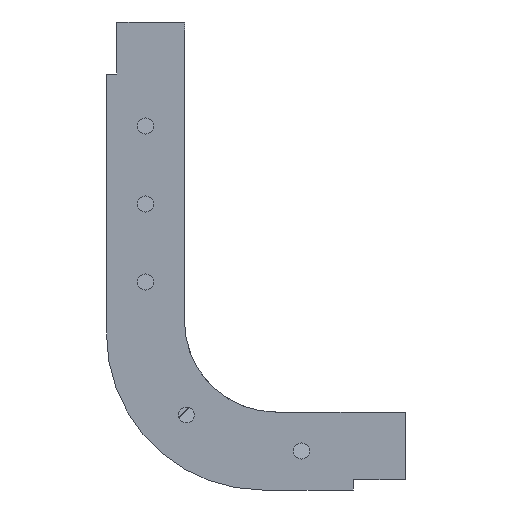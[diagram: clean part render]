
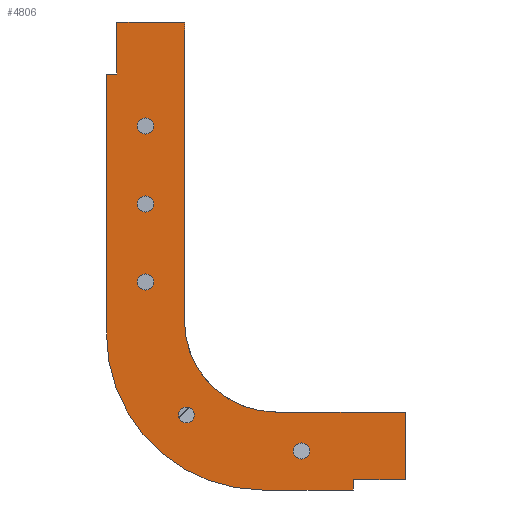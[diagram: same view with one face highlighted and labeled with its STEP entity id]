
A CAD part, front view. The second image highlights one B-rep face of the part: STEP entity #4806.
In plain terms, the highlighted planar face has unit normal (0, -1, 0).
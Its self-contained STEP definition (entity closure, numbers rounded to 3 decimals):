
#77=FACE_BOUND('',#908,.T.);
#78=FACE_BOUND('',#909,.T.);
#79=FACE_BOUND('',#910,.T.);
#80=FACE_BOUND('',#911,.T.);
#81=FACE_BOUND('',#912,.T.);
#185=PLANE('',#5343);
#613=FACE_OUTER_BOUND('',#907,.T.);
#907=EDGE_LOOP('',(#4191,#4192,#4193,#4194,#4195,#4196,#4197,#4198,#4199,
#4200,#4201,#4202));
#908=EDGE_LOOP('',(#4203));
#909=EDGE_LOOP('',(#4204));
#910=EDGE_LOOP('',(#4205));
#911=EDGE_LOOP('',(#4206));
#912=EDGE_LOOP('',(#4207));
#1286=LINE('',#9847,#1641);
#1290=LINE('',#9854,#1645);
#1292=LINE('',#9859,#1647);
#1296=LINE('',#9868,#1651);
#1297=LINE('',#9871,#1652);
#1323=LINE('',#9933,#1678);
#1324=LINE('',#9935,#1679);
#1325=LINE('',#9937,#1680);
#1326=LINE('',#9939,#1681);
#1327=LINE('',#9940,#1682);
#1641=VECTOR('',#6594,10.);
#1645=VECTOR('',#6600,10.);
#1647=VECTOR('',#6604,10.);
#1651=VECTOR('',#6612,10.);
#1652=VECTOR('',#6615,10.);
#1678=VECTOR('',#6677,10.);
#1679=VECTOR('',#6678,10.);
#1680=VECTOR('',#6679,10.);
#1681=VECTOR('',#6680,10.);
#1682=VECTOR('',#6681,10.);
#1878=CIRCLE('',#5330,3.1);
#1880=CIRCLE('',#5344,60.);
#1881=CIRCLE('',#5345,35.);
#1882=CIRCLE('',#5346,3.05);
#1883=CIRCLE('',#5347,3.1);
#1884=CIRCLE('',#5348,3.1);
#1885=CIRCLE('',#5349,3.1);
#2261=VERTEX_POINT('',#9844);
#2262=VERTEX_POINT('',#9846);
#2264=VERTEX_POINT('',#9852);
#2265=VERTEX_POINT('',#9856);
#2269=VERTEX_POINT('',#9866);
#2270=VERTEX_POINT('',#9870);
#2273=VERTEX_POINT('',#9882);
#2286=VERTEX_POINT('',#9928);
#2287=VERTEX_POINT('',#9930);
#2288=VERTEX_POINT('',#9932);
#2289=VERTEX_POINT('',#9934);
#2290=VERTEX_POINT('',#9936);
#2291=VERTEX_POINT('',#9938);
#2292=VERTEX_POINT('',#9941);
#2293=VERTEX_POINT('',#9943);
#2294=VERTEX_POINT('',#9945);
#2295=VERTEX_POINT('',#9947);
#2919=EDGE_CURVE('',#2262,#2261,#1286,.T.);
#2923=EDGE_CURVE('',#2261,#2264,#1290,.T.);
#2925=EDGE_CURVE('',#2264,#2265,#1292,.T.);
#2930=EDGE_CURVE('',#2265,#2269,#1296,.T.);
#2931=EDGE_CURVE('',#2269,#2270,#1297,.T.);
#2940=EDGE_CURVE('',#2273,#2273,#1878,.T.);
#2960=EDGE_CURVE('',#2286,#2262,#1880,.T.);
#2961=EDGE_CURVE('',#2270,#2287,#1881,.T.);
#2962=EDGE_CURVE('',#2287,#2288,#1323,.T.);
#2963=EDGE_CURVE('',#2288,#2289,#1324,.T.);
#2964=EDGE_CURVE('',#2289,#2290,#1325,.T.);
#2965=EDGE_CURVE('',#2290,#2291,#1326,.T.);
#2966=EDGE_CURVE('',#2291,#2286,#1327,.T.);
#2967=EDGE_CURVE('',#2292,#2292,#1882,.T.);
#2968=EDGE_CURVE('',#2293,#2293,#1883,.T.);
#2969=EDGE_CURVE('',#2294,#2294,#1884,.T.);
#2970=EDGE_CURVE('',#2295,#2295,#1885,.T.);
#4191=ORIENTED_EDGE('',*,*,#2960,.T.);
#4192=ORIENTED_EDGE('',*,*,#2919,.T.);
#4193=ORIENTED_EDGE('',*,*,#2923,.T.);
#4194=ORIENTED_EDGE('',*,*,#2925,.T.);
#4195=ORIENTED_EDGE('',*,*,#2930,.T.);
#4196=ORIENTED_EDGE('',*,*,#2931,.T.);
#4197=ORIENTED_EDGE('',*,*,#2961,.T.);
#4198=ORIENTED_EDGE('',*,*,#2962,.T.);
#4199=ORIENTED_EDGE('',*,*,#2963,.T.);
#4200=ORIENTED_EDGE('',*,*,#2964,.T.);
#4201=ORIENTED_EDGE('',*,*,#2965,.T.);
#4202=ORIENTED_EDGE('',*,*,#2966,.T.);
#4203=ORIENTED_EDGE('',*,*,#2967,.T.);
#4204=ORIENTED_EDGE('',*,*,#2940,.T.);
#4205=ORIENTED_EDGE('',*,*,#2968,.T.);
#4206=ORIENTED_EDGE('',*,*,#2969,.T.);
#4207=ORIENTED_EDGE('',*,*,#2970,.T.);
#4806=ADVANCED_FACE('',(#613,#77,#78,#79,#80,#81),#185,.F.);
#5330=AXIS2_PLACEMENT_3D('',#9884,#6627,#6628);
#5343=AXIS2_PLACEMENT_3D('',#9927,#6671,#6672);
#5344=AXIS2_PLACEMENT_3D('',#9929,#6673,#6674);
#5345=AXIS2_PLACEMENT_3D('',#9931,#6675,#6676);
#5346=AXIS2_PLACEMENT_3D('',#9942,#6682,#6683);
#5347=AXIS2_PLACEMENT_3D('',#9944,#6684,#6685);
#5348=AXIS2_PLACEMENT_3D('',#9946,#6686,#6687);
#5349=AXIS2_PLACEMENT_3D('',#9948,#6688,#6689);
#6594=DIRECTION('',(1.,0.,0.));
#6600=DIRECTION('',(0.,0.,1.));
#6604=DIRECTION('',(1.,0.,0.));
#6612=DIRECTION('',(0.,0.,1.));
#6615=DIRECTION('',(-1.,0.,0.));
#6627=DIRECTION('center_axis',(0.,1.,0.));
#6628=DIRECTION('ref_axis',(1.,0.,0.));
#6671=DIRECTION('center_axis',(0.,1.,0.));
#6672=DIRECTION('ref_axis',(0.,0.,1.));
#6673=DIRECTION('center_axis',(0.,-1.,0.));
#6674=DIRECTION('ref_axis',(0.,0.,-1.));
#6675=DIRECTION('center_axis',(0.,1.,0.));
#6676=DIRECTION('ref_axis',(0.,0.,1.));
#6677=DIRECTION('',(0.,0.,1.));
#6678=DIRECTION('',(-1.,0.,0.));
#6679=DIRECTION('',(0.,0.,-1.));
#6680=DIRECTION('',(-1.,0.,0.));
#6681=DIRECTION('',(0.,0.,-1.));
#6682=DIRECTION('center_axis',(0.,1.,0.));
#6683=DIRECTION('ref_axis',(1.,0.,0.));
#6684=DIRECTION('center_axis',(0.,1.,0.));
#6685=DIRECTION('ref_axis',(1.,0.,0.));
#6686=DIRECTION('center_axis',(0.,1.,0.));
#6687=DIRECTION('ref_axis',(1.,0.,0.));
#6688=DIRECTION('center_axis',(0.,1.,0.));
#6689=DIRECTION('ref_axis',(1.,0.,0.));
#9844=CARTESIAN_POINT('',(37.5,-35.,-90.));
#9846=CARTESIAN_POINT('',(2.5,-35.,-90.));
#9847=CARTESIAN_POINT('',(57.5,-35.,-90.));
#9852=CARTESIAN_POINT('',(37.5,-35.,-86.));
#9854=CARTESIAN_POINT('',(37.5,-35.,-45.));
#9856=CARTESIAN_POINT('',(57.5,-35.,-86.));
#9859=CARTESIAN_POINT('',(23.75,-35.,-86.));
#9866=CARTESIAN_POINT('',(57.5,-35.,-60.));
#9868=CARTESIAN_POINT('',(57.5,-35.,-60.));
#9870=CARTESIAN_POINT('',(7.5,-35.,-60.));
#9871=CARTESIAN_POINT('',(-27.5,-35.,-60.));
#9882=CARTESIAN_POINT('',(14.4,-35.,-75.));
#9884=CARTESIAN_POINT('Origin',(17.5,-35.,-75.));
#9927=CARTESIAN_POINT('Origin',(0.,-35.,0.));
#9928=CARTESIAN_POINT('',(-57.5,-35.,-30.));
#9929=CARTESIAN_POINT('Origin',(2.5,-35.,-30.));
#9930=CARTESIAN_POINT('',(-27.5,-35.,-25.));
#9931=CARTESIAN_POINT('Origin',(7.5,-35.,-25.));
#9932=CARTESIAN_POINT('',(-27.5,-35.,90.));
#9933=CARTESIAN_POINT('',(-27.5,-35.,90.));
#9934=CARTESIAN_POINT('',(-53.5,-35.,90.));
#9935=CARTESIAN_POINT('',(-57.5,-35.,90.));
#9936=CARTESIAN_POINT('',(-53.5,-35.,70.));
#9937=CARTESIAN_POINT('',(-53.5,-35.,40.));
#9938=CARTESIAN_POINT('',(-57.5,-35.,70.));
#9939=CARTESIAN_POINT('',(-28.75,-35.,70.));
#9940=CARTESIAN_POINT('',(-57.5,-35.,-90.));
#9941=CARTESIAN_POINT('',(-29.823,-35.,-61.142));
#9942=CARTESIAN_POINT('Origin',(-26.773,-35.,-61.142));
#9943=CARTESIAN_POINT('',(-45.6,-35.,-10.));
#9944=CARTESIAN_POINT('Origin',(-42.5,-35.,-10.));
#9945=CARTESIAN_POINT('',(-45.6,-35.,20.));
#9946=CARTESIAN_POINT('Origin',(-42.5,-35.,20.));
#9947=CARTESIAN_POINT('',(-45.6,-35.,50.));
#9948=CARTESIAN_POINT('Origin',(-42.5,-35.,50.));
